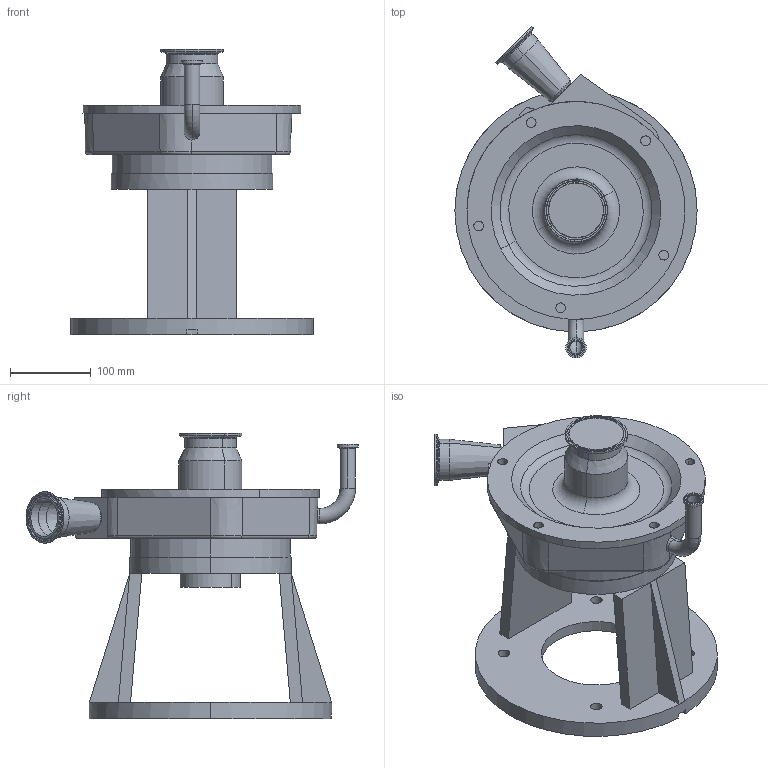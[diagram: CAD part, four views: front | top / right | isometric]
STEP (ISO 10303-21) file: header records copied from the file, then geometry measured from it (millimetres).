
FILE_DESCRIPTION (( 'STEP AP214' ), '1' );
FILE_NAME ('FPX 1741-1742 280TSC 45L 3-4 In ELBOW FRONT.STEP', '2022-12-16T15:52:17', ( '' ), ( '' ), 'SwSTEP 2.0', 'SolidWorks 2021', '' );
FILE_SCHEMA (( 'AUTOMOTIVE_DESIGN' ));
Length unit declared in the file: millimetre
Products named in the file (2): FPX 1740 280TSC 45L 3-4 In ELBOW FRONT^1275000086.STEP; FPX 1741-1742 280TSC 45L 3-4 In ELBOW FRONT
Assembly tree (1 placements, depth 2):
  FPX 1741-1742 280TSC 45L 3-4 In ELBOW FRONT
    FPX 1740 280TSC 45L 3-4 In ELBOW FRONT^1275000086.STEP
Bounding box: 300 x 411.06 x 353 mm (x, y, z)
Volume: 5235138.7 mm3; surface area: 620530.4 mm2
Topology: 1 solids, 6 shells, 264 faces, 584 edges, 358 vertices
Faces by surface type: cylinder 100, plane 82, torus 41, cone 39, bspline 1, sphere 1
Entity records: 7893 total; most frequent: CARTESIAN_POINT 1749, DIRECTION 1430, ORIENTED_EDGE 1168, AXIS2_PLACEMENT_3D 604, EDGE_CURVE 584, VERTEX_POINT 358, CIRCLE 337, EDGE_LOOP 302
